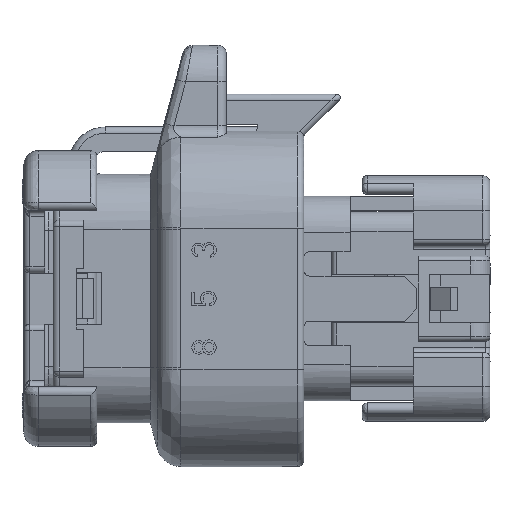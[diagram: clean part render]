
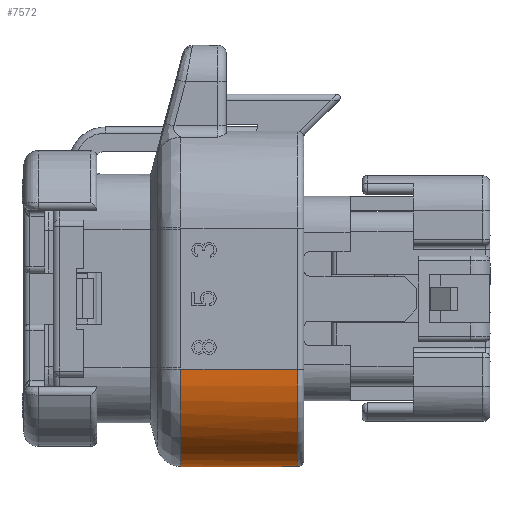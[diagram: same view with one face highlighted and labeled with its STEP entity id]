
A CAD part, left-side view. The second image highlights one B-rep face of the part: STEP entity #7572.
In plain terms, the highlighted cylindrical face has radius 7.92 mm (diameter 15.84 mm), a partial arc.
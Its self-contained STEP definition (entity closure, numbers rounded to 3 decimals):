
#1341=CARTESIAN_POINT('',(-13.563,-19.899,-5.742));
#1342=VERTEX_POINT('',#1341);
#1366=CARTESIAN_POINT('',(-5.643,-19.899,-13.662));
#1367=VERTEX_POINT('',#1366);
#1368=CARTESIAN_POINT('',(-5.643,-19.899,-5.742));
#1369=DIRECTION('',(-1.,0.,0.));
#1370=DIRECTION('',(0.,-1.,0.));
#1371=AXIS2_PLACEMENT_3D('',#1368,#1370,#1369);
#1372=CIRCLE('',#1371,7.92);
#1373=EDGE_CURVE('',#1342,#1367,#1372,.T.);
#2362=CARTESIAN_POINT('',(-13.563,-10.394,-5.742));
#2363=VERTEX_POINT('',#2362);
#2372=CARTESIAN_POINT('',(-13.563,-10.394,-5.742));
#2373=DIRECTION('',(0.,-1.,0.));
#2374=VECTOR('',#2373,9.505);
#2375=LINE('',#2372,#2374);
#2376=EDGE_CURVE('',#2363,#1342,#2375,.T.);
#7539=CARTESIAN_POINT('',(-5.643,-10.394,-5.742));
#7540=DIRECTION('',(0.,0.,-1.));
#7541=DIRECTION('',(0.,-1.,0.));
#7542=AXIS2_PLACEMENT_3D('',#7539,#7541,#7540);
#7543=CYLINDRICAL_SURFACE('',#7542,7.92);
#7544=ORIENTED_EDGE('',*,*,#2376,.F.);
#7545=CARTESIAN_POINT('',(-5.643,-10.394,-13.662));
#7546=VERTEX_POINT('',#7545);
#7547=CARTESIAN_POINT('',(-13.563,-10.394,-5.742));
#7548=CARTESIAN_POINT('',(-13.563,-10.396,-6.129));
#7549=CARTESIAN_POINT('',(-13.507,-10.398,-6.923));
#7550=CARTESIAN_POINT('',(-13.22,-10.401,-8.165));
#7551=CARTESIAN_POINT('',(-12.731,-10.404,-9.352));
#7552=CARTESIAN_POINT('',(-12.061,-10.405,-10.441));
#7553=CARTESIAN_POINT('',(-11.222,-10.405,-11.412));
#7554=CARTESIAN_POINT('',(-10.24,-10.405,-12.233));
#7555=CARTESIAN_POINT('',(-9.138,-10.403,-12.887));
#7556=CARTESIAN_POINT('',(-7.945,-10.401,-13.357));
#7557=CARTESIAN_POINT('',(-6.698,-10.398,-13.622));
#7558=CARTESIAN_POINT('',(-5.98,-10.396,-13.662));
#7559=CARTESIAN_POINT('',(-5.643,-10.394,-13.662));
#7560=B_SPLINE_CURVE_WITH_KNOTS('',3,(#7547,#7548,#7549,#7550,#7551,#7552,#7553,#7554,#7555,#7556,#7557,#7558,#7559),.UNSPECIFIED.,.F.,.U.,(4,1,1,1,1,1,1,1,1,1,4),(0.,0.1,0.2,0.3,0.4,0.5,0.6,0.7,0.8,0.9,1.),.UNSPECIFIED.);
#7561=EDGE_CURVE('',#2363,#7546,#7560,.T.);
#7562=ORIENTED_EDGE('',*,*,#7561,.T.);
#7563=CARTESIAN_POINT('',(-5.643,-10.394,-13.662));
#7564=DIRECTION('',(0.,-1.,0.));
#7565=VECTOR('',#7564,9.505);
#7566=LINE('',#7563,#7565);
#7567=EDGE_CURVE('',#7546,#1367,#7566,.T.);
#7568=ORIENTED_EDGE('',*,*,#7567,.T.);
#7569=ORIENTED_EDGE('',*,*,#1373,.F.);
#7570=EDGE_LOOP('',(#7544,#7562,#7568,#7569));
#7571=FACE_OUTER_BOUND('',#7570,.T.);
#7572=ADVANCED_FACE('',(#7571),#7543,.T.);
